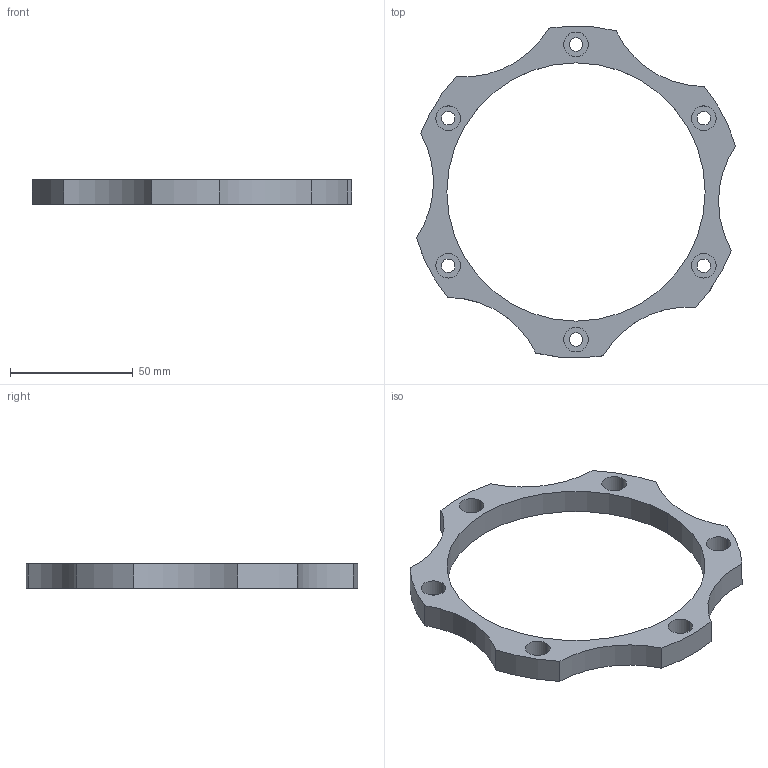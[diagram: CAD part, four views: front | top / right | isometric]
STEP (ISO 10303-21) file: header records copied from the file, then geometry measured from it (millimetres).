
FILE_DESCRIPTION (( 'STEP AP214' ), '1' );
FILE_NAME ('fuel tank bottom.STEP', '2018-04-13T19:45:33', ( '' ), ( '' ), 'SwSTEP 2.0', 'SolidWorks 2017', '' );
FILE_SCHEMA (( 'AUTOMOTIVE_DESIGN' ));
Length unit declared in the file: millimetre
Products named in the file (1): fuel tank bottom
Bounding box: 129.75 x 134.95 x 10 mm (x, y, z)
Volume: 36509 mm3; surface area: 17025.8 mm2
Topology: 1 solids, 1 shells, 47 faces, 117 edges, 78 vertices
Faces by surface type: cylinder 39, plane 8
Entity records: 1511 total; most frequent: DIRECTION 291, CARTESIAN_POINT 243, ORIENTED_EDGE 234, AXIS2_PLACEMENT_3D 126, EDGE_CURVE 117, CIRCLE 78, VERTEX_POINT 78, EDGE_LOOP 67
